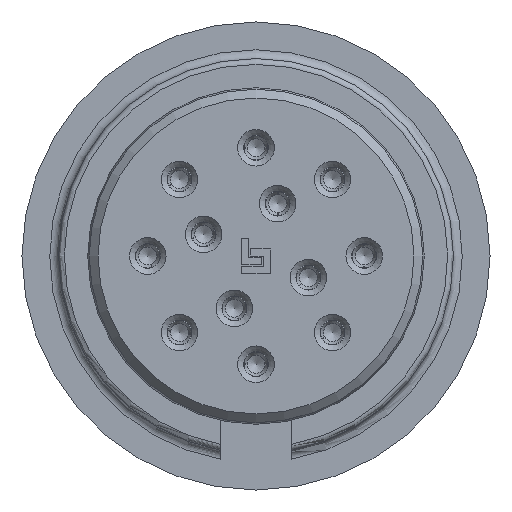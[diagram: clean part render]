
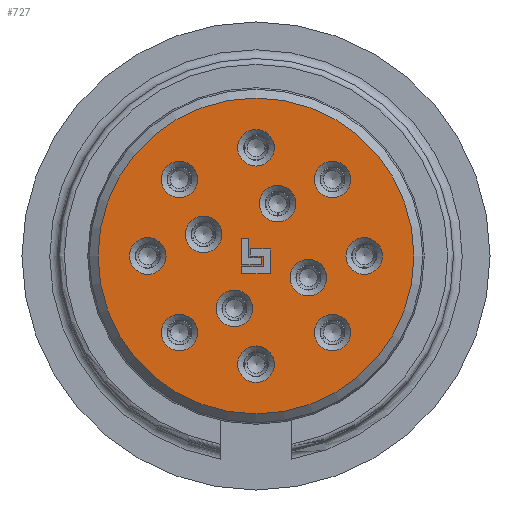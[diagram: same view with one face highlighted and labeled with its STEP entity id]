
A CAD part, left-side view. The second image highlights one B-rep face of the part: STEP entity #727.
In plain terms, the highlighted planar face has unit normal (-1, 0, 0).
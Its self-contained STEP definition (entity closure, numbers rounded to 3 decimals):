
#727=ADVANCED_FACE('',(#1452,#1453,#1454,#1455,#1456,#1457,#1458,#1459,#1460,
#1461,#1462,#1463,#1464,#1465,#1466),#1035,.T.);
#1035=PLANE('',#4690);
#1160=LINE('',#6673,#1306);
#1161=LINE('',#6676,#1307);
#1162=LINE('',#6678,#1308);
#1163=LINE('',#6680,#1309);
#1164=LINE('',#6682,#1310);
#1165=LINE('',#6684,#1311);
#1166=LINE('',#6685,#1312);
#1167=LINE('',#6688,#1313);
#1168=LINE('',#6690,#1314);
#1169=LINE('',#6692,#1315);
#1170=LINE('',#6694,#1316);
#1171=LINE('',#6696,#1317);
#1172=LINE('',#6698,#1318);
#1173=LINE('',#6700,#1319);
#1306=VECTOR('',#5312,1.);
#1307=VECTOR('',#5313,1.);
#1308=VECTOR('',#5314,1.);
#1309=VECTOR('',#5315,1.);
#1310=VECTOR('',#5316,1.);
#1311=VECTOR('',#5317,1.);
#1312=VECTOR('',#5318,1.);
#1313=VECTOR('',#5319,1.);
#1314=VECTOR('',#5320,1.);
#1315=VECTOR('',#5321,1.);
#1316=VECTOR('',#5322,1.);
#1317=VECTOR('',#5323,1.);
#1318=VECTOR('',#5324,1.);
#1319=VECTOR('',#5325,1.);
#1452=FACE_BOUND('',#1707,.T.);
#1453=FACE_BOUND('',#1708,.T.);
#1454=FACE_BOUND('',#1709,.T.);
#1455=FACE_BOUND('',#1710,.T.);
#1456=FACE_BOUND('',#1711,.T.);
#1457=FACE_BOUND('',#1712,.T.);
#1458=FACE_BOUND('',#1713,.T.);
#1459=FACE_BOUND('',#1714,.T.);
#1460=FACE_BOUND('',#1715,.T.);
#1461=FACE_BOUND('',#1716,.T.);
#1462=FACE_BOUND('',#1717,.T.);
#1463=FACE_BOUND('',#1718,.T.);
#1464=FACE_BOUND('',#1719,.T.);
#1465=FACE_BOUND('',#1720,.T.);
#1466=FACE_BOUND('',#1721,.T.);
#1707=EDGE_LOOP('',(#2143));
#1708=EDGE_LOOP('',(#2144));
#1709=EDGE_LOOP('',(#2145));
#1710=EDGE_LOOP('',(#2146));
#1711=EDGE_LOOP('',(#2147));
#1712=EDGE_LOOP('',(#2148));
#1713=EDGE_LOOP('',(#2149));
#1714=EDGE_LOOP('',(#2150));
#1715=EDGE_LOOP('',(#2151));
#1716=EDGE_LOOP('',(#2152));
#1717=EDGE_LOOP('',(#2153));
#1718=EDGE_LOOP('',(#2154));
#1719=EDGE_LOOP('',(#2155));
#1720=EDGE_LOOP('',(#2156,#2157,#2158,#2159,#2160,#2161));
#1721=EDGE_LOOP('',(#2162,#2163,#2164,#2165,#2166,#2167,#2168,#2169));
#2143=ORIENTED_EDGE('',*,*,#3816,.T.);
#2144=ORIENTED_EDGE('',*,*,#3817,.T.);
#2145=ORIENTED_EDGE('',*,*,#3818,.T.);
#2146=ORIENTED_EDGE('',*,*,#3819,.T.);
#2147=ORIENTED_EDGE('',*,*,#3820,.T.);
#2148=ORIENTED_EDGE('',*,*,#3821,.T.);
#2149=ORIENTED_EDGE('',*,*,#3822,.T.);
#2150=ORIENTED_EDGE('',*,*,#3823,.T.);
#2151=ORIENTED_EDGE('',*,*,#3824,.T.);
#2152=ORIENTED_EDGE('',*,*,#3825,.T.);
#2153=ORIENTED_EDGE('',*,*,#3826,.T.);
#2154=ORIENTED_EDGE('',*,*,#3827,.T.);
#2155=ORIENTED_EDGE('',*,*,#3828,.T.);
#2156=ORIENTED_EDGE('',*,*,#3829,.F.);
#2157=ORIENTED_EDGE('',*,*,#3830,.F.);
#2158=ORIENTED_EDGE('',*,*,#3831,.F.);
#2159=ORIENTED_EDGE('',*,*,#3832,.F.);
#2160=ORIENTED_EDGE('',*,*,#3833,.F.);
#2161=ORIENTED_EDGE('',*,*,#3834,.F.);
#2162=ORIENTED_EDGE('',*,*,#3835,.T.);
#2163=ORIENTED_EDGE('',*,*,#3836,.T.);
#2164=ORIENTED_EDGE('',*,*,#3837,.T.);
#2165=ORIENTED_EDGE('',*,*,#3838,.T.);
#2166=ORIENTED_EDGE('',*,*,#3839,.T.);
#2167=ORIENTED_EDGE('',*,*,#3840,.T.);
#2168=ORIENTED_EDGE('',*,*,#3841,.T.);
#2169=ORIENTED_EDGE('',*,*,#3842,.T.);
#3361=VERTEX_POINT('',#6648);
#3362=VERTEX_POINT('',#6650);
#3363=VERTEX_POINT('',#6652);
#3364=VERTEX_POINT('',#6654);
#3365=VERTEX_POINT('',#6656);
#3366=VERTEX_POINT('',#6658);
#3367=VERTEX_POINT('',#6660);
#3368=VERTEX_POINT('',#6662);
#3369=VERTEX_POINT('',#6664);
#3370=VERTEX_POINT('',#6666);
#3371=VERTEX_POINT('',#6668);
#3372=VERTEX_POINT('',#6670);
#3373=VERTEX_POINT('',#6672);
#3374=VERTEX_POINT('',#6674);
#3375=VERTEX_POINT('',#6675);
#3376=VERTEX_POINT('',#6677);
#3377=VERTEX_POINT('',#6679);
#3378=VERTEX_POINT('',#6681);
#3379=VERTEX_POINT('',#6683);
#3380=VERTEX_POINT('',#6686);
#3381=VERTEX_POINT('',#6687);
#3382=VERTEX_POINT('',#6689);
#3383=VERTEX_POINT('',#6691);
#3384=VERTEX_POINT('',#6693);
#3385=VERTEX_POINT('',#6695);
#3386=VERTEX_POINT('',#6697);
#3387=VERTEX_POINT('',#6699);
#3816=EDGE_CURVE('',#3361,#3361,#4425,.T.);
#3817=EDGE_CURVE('',#3362,#3362,#4426,.T.);
#3818=EDGE_CURVE('',#3363,#3363,#4427,.T.);
#3819=EDGE_CURVE('',#3364,#3364,#4428,.T.);
#3820=EDGE_CURVE('',#3365,#3365,#4429,.T.);
#3821=EDGE_CURVE('',#3366,#3366,#4430,.T.);
#3822=EDGE_CURVE('',#3367,#3367,#4431,.T.);
#3823=EDGE_CURVE('',#3368,#3368,#4432,.T.);
#3824=EDGE_CURVE('',#3369,#3369,#4433,.T.);
#3825=EDGE_CURVE('',#3370,#3370,#4434,.T.);
#3826=EDGE_CURVE('',#3371,#3371,#4435,.T.);
#3827=EDGE_CURVE('',#3372,#3372,#4436,.T.);
#3828=EDGE_CURVE('',#3373,#3373,#4437,.T.);
#3829=EDGE_CURVE('',#3374,#3375,#1160,.T.);
#3830=EDGE_CURVE('',#3376,#3374,#1161,.T.);
#3831=EDGE_CURVE('',#3377,#3376,#1162,.T.);
#3832=EDGE_CURVE('',#3378,#3377,#1163,.T.);
#3833=EDGE_CURVE('',#3379,#3378,#1164,.T.);
#3834=EDGE_CURVE('',#3375,#3379,#1165,.T.);
#3835=EDGE_CURVE('',#3380,#3381,#1166,.T.);
#3836=EDGE_CURVE('',#3381,#3382,#1167,.T.);
#3837=EDGE_CURVE('',#3382,#3383,#1168,.T.);
#3838=EDGE_CURVE('',#3383,#3384,#1169,.T.);
#3839=EDGE_CURVE('',#3384,#3385,#1170,.T.);
#3840=EDGE_CURVE('',#3385,#3386,#1171,.T.);
#3841=EDGE_CURVE('',#3386,#3387,#1172,.T.);
#3842=EDGE_CURVE('',#3387,#3380,#1173,.T.);
#4425=CIRCLE('',#4677,5.4);
#4426=CIRCLE('',#4678,0.625);
#4427=CIRCLE('',#4679,0.625);
#4428=CIRCLE('',#4680,0.625);
#4429=CIRCLE('',#4681,0.625);
#4430=CIRCLE('',#4682,0.625);
#4431=CIRCLE('',#4683,0.625);
#4432=CIRCLE('',#4684,0.625);
#4433=CIRCLE('',#4685,0.625);
#4434=CIRCLE('',#4686,0.625);
#4435=CIRCLE('',#4687,0.625);
#4436=CIRCLE('',#4688,0.625);
#4437=CIRCLE('',#4689,0.625);
#4677=AXIS2_PLACEMENT_3D('',#6647,#5286,#5287);
#4678=AXIS2_PLACEMENT_3D('',#6649,#5288,#5289);
#4679=AXIS2_PLACEMENT_3D('',#6651,#5290,#5291);
#4680=AXIS2_PLACEMENT_3D('',#6653,#5292,#5293);
#4681=AXIS2_PLACEMENT_3D('',#6655,#5294,#5295);
#4682=AXIS2_PLACEMENT_3D('',#6657,#5296,#5297);
#4683=AXIS2_PLACEMENT_3D('',#6659,#5298,#5299);
#4684=AXIS2_PLACEMENT_3D('',#6661,#5300,#5301);
#4685=AXIS2_PLACEMENT_3D('',#6663,#5302,#5303);
#4686=AXIS2_PLACEMENT_3D('',#6665,#5304,#5305);
#4687=AXIS2_PLACEMENT_3D('',#6667,#5306,#5307);
#4688=AXIS2_PLACEMENT_3D('',#6669,#5308,#5309);
#4689=AXIS2_PLACEMENT_3D('',#6671,#5310,#5311);
#4690=AXIS2_PLACEMENT_3D('',#6701,#5326,#5327);
#5286=DIRECTION('',(-1.,0.,0.));
#5287=DIRECTION('',(0.,0.,1.));
#5288=DIRECTION('',(1.,0.,0.));
#5289=DIRECTION('',(0.,0.,1.));
#5290=DIRECTION('',(1.,0.,0.));
#5291=DIRECTION('',(0.,0.,1.));
#5292=DIRECTION('',(1.,0.,0.));
#5293=DIRECTION('',(0.,0.,1.));
#5294=DIRECTION('',(1.,0.,0.));
#5295=DIRECTION('',(0.,0.,1.));
#5296=DIRECTION('',(1.,0.,0.));
#5297=DIRECTION('',(0.,0.,1.));
#5298=DIRECTION('',(1.,0.,0.));
#5299=DIRECTION('',(0.,0.,1.));
#5300=DIRECTION('',(1.,0.,0.));
#5301=DIRECTION('',(0.,0.,1.));
#5302=DIRECTION('',(1.,0.,0.));
#5303=DIRECTION('',(0.,0.,1.));
#5304=DIRECTION('',(1.,0.,0.));
#5305=DIRECTION('',(0.,0.,1.));
#5306=DIRECTION('',(1.,0.,0.));
#5307=DIRECTION('',(0.,0.,1.));
#5308=DIRECTION('',(1.,0.,0.));
#5309=DIRECTION('',(0.,0.,1.));
#5310=DIRECTION('',(1.,0.,0.));
#5311=DIRECTION('',(0.,0.,1.));
#5312=DIRECTION('',(0.,0.,-1.));
#5313=DIRECTION('',(0.,1.,0.));
#5314=DIRECTION('',(0.,0.,1.));
#5315=DIRECTION('',(0.,1.,0.));
#5316=DIRECTION('',(0.,0.,1.));
#5317=DIRECTION('',(0.,-1.,0.));
#5318=DIRECTION('',(0.,-1.,0.));
#5319=DIRECTION('',(0.,0.,-1.));
#5320=DIRECTION('',(0.,1.,0.));
#5321=DIRECTION('',(0.,0.,1.));
#5322=DIRECTION('',(0.,-1.,0.));
#5323=DIRECTION('',(0.,0.,1.));
#5324=DIRECTION('',(0.,1.,0.));
#5325=DIRECTION('',(0.,0.,1.));
#5326=DIRECTION('',(-1.,0.,0.));
#5327=DIRECTION('',(0.,0.,1.));
#6647=CARTESIAN_POINT('',(0.,0.,0.));
#6648=CARTESIAN_POINT('',(0.,0.,5.4));
#6649=CARTESIAN_POINT('',(0.,-3.7,0.));
#6650=CARTESIAN_POINT('',(0.,-3.7,0.625));
#6651=CARTESIAN_POINT('',(0.,-2.616,-2.616));
#6652=CARTESIAN_POINT('',(0.,-2.616,-1.991));
#6653=CARTESIAN_POINT('',(0.,0.,-3.7));
#6654=CARTESIAN_POINT('',(0.,0.,-3.075));
#6655=CARTESIAN_POINT('',(0.,-1.79,-0.74));
#6656=CARTESIAN_POINT('',(0.,-1.79,-0.115));
#6657=CARTESIAN_POINT('',(0.,2.616,-2.616));
#6658=CARTESIAN_POINT('',(0.,2.616,-1.991));
#6659=CARTESIAN_POINT('',(0.,0.74,-1.79));
#6660=CARTESIAN_POINT('',(0.,0.74,-1.165));
#6661=CARTESIAN_POINT('',(0.,-0.74,1.79));
#6662=CARTESIAN_POINT('',(0.,-0.74,2.415));
#6663=CARTESIAN_POINT('',(0.,-2.616,2.616));
#6664=CARTESIAN_POINT('',(0.,-2.616,3.241));
#6665=CARTESIAN_POINT('',(0.,1.79,0.74));
#6666=CARTESIAN_POINT('',(0.,1.79,1.365));
#6667=CARTESIAN_POINT('',(0.,0.,3.7));
#6668=CARTESIAN_POINT('',(0.,0.,4.325));
#6669=CARTESIAN_POINT('',(0.,2.616,2.616));
#6670=CARTESIAN_POINT('',(0.,2.616,3.241));
#6671=CARTESIAN_POINT('',(0.,3.7,0.));
#6672=CARTESIAN_POINT('',(0.,3.7,0.625));
#6673=CARTESIAN_POINT('',(0.,0.49,0.));
#6674=CARTESIAN_POINT('',(0.,0.49,0.6));
#6675=CARTESIAN_POINT('',(0.,0.49,-0.3));
#6676=CARTESIAN_POINT('',(0.,0.,0.6));
#6677=CARTESIAN_POINT('',(0.,0.25,0.6));
#6678=CARTESIAN_POINT('',(0.,0.25,0.));
#6679=CARTESIAN_POINT('',(0.,0.25,-0.06));
#6680=CARTESIAN_POINT('',(0.,0.,-0.06));
#6681=CARTESIAN_POINT('',(0.,-0.19,-0.06));
#6682=CARTESIAN_POINT('',(0.,-0.19,0.));
#6683=CARTESIAN_POINT('',(0.,-0.19,-0.3));
#6684=CARTESIAN_POINT('',(0.,0.,-0.3));
#6685=CARTESIAN_POINT('',(0.,0.,0.24));
#6686=CARTESIAN_POINT('',(0.,0.19,0.24));
#6687=CARTESIAN_POINT('',(0.,-0.49,0.24));
#6688=CARTESIAN_POINT('',(0.,-0.49,0.));
#6689=CARTESIAN_POINT('',(0.,-0.49,-0.6));
#6690=CARTESIAN_POINT('',(0.,0.,-0.6));
#6691=CARTESIAN_POINT('',(0.,0.49,-0.6));
#6692=CARTESIAN_POINT('',(0.,0.49,0.));
#6693=CARTESIAN_POINT('',(0.,0.49,-0.36));
#6694=CARTESIAN_POINT('',(0.,0.,-0.36));
#6695=CARTESIAN_POINT('',(0.,-0.25,-0.36));
#6696=CARTESIAN_POINT('',(0.,-0.25,0.));
#6697=CARTESIAN_POINT('',(0.,-0.25,0.));
#6698=CARTESIAN_POINT('',(0.,0.,0.));
#6699=CARTESIAN_POINT('',(0.,0.19,0.));
#6700=CARTESIAN_POINT('',(0.,0.19,0.));
#6701=CARTESIAN_POINT('',(0.,0.,0.));
